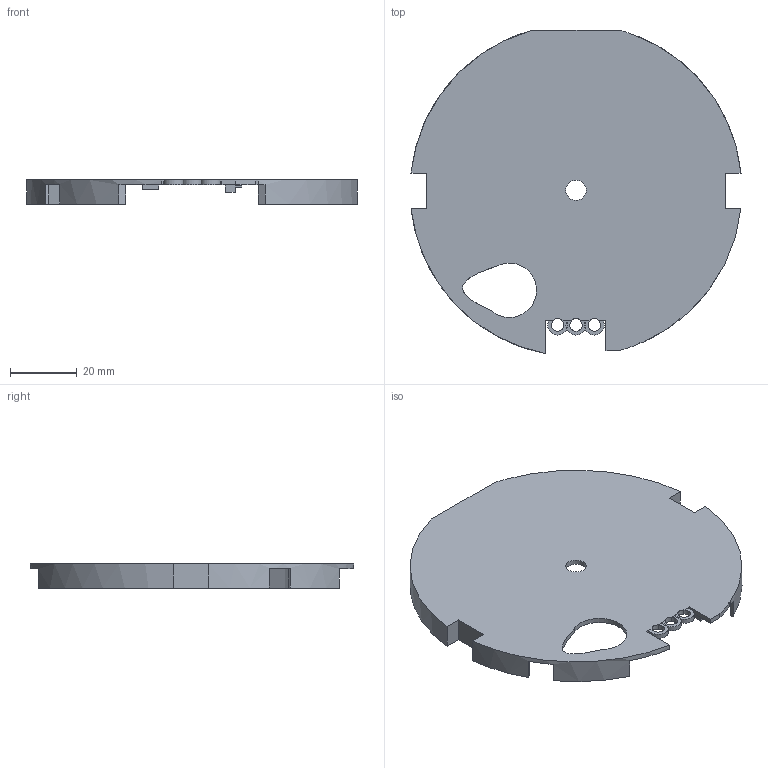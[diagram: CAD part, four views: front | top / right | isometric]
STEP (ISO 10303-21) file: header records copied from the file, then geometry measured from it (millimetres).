
FILE_DESCRIPTION(/* description */ (''),/* implementation_level */ '2;1');
FILE_NAME(/* name */ 'JB - Halo_disc.step',/* time_stamp */ '2025-11-06T17:23:19-05:00',/* author */ (''),/* organization */ (''),/* preprocessor_version */ 'ST-DEVELOPER v20.1',/* originating_system */ 'Autodesk Translation Framework v14.17.0.0',/* authorisation */ '');
FILE_SCHEMA (('AUTOMOTIVE_DESIGN { 1 0 10303 214 3 1 1 }'));
Length unit declared in the file: millimetre
Products named in the file (1): 2025-10-01-00-15-45-869
Bounding box: 99.1 x 96.98 x 7.25 mm (x, y, z)
Volume: 13650.2 mm3; surface area: 18736 mm2
Topology: 7 solids, 7 shells, 114 faces, 286 edges, 190 vertices
Faces by surface type: plane 90, cylinder 23, bspline 1
Full cylindrical faces by diameter (mm): 6.1 x1
Entity records: 3489 total; most frequent: CARTESIAN_POINT 648, ORIENTED_EDGE 572, DIRECTION 564, EDGE_CURVE 286, LINE 232, VECTOR 232, VERTEX_POINT 190, AXIS2_PLACEMENT_3D 166
